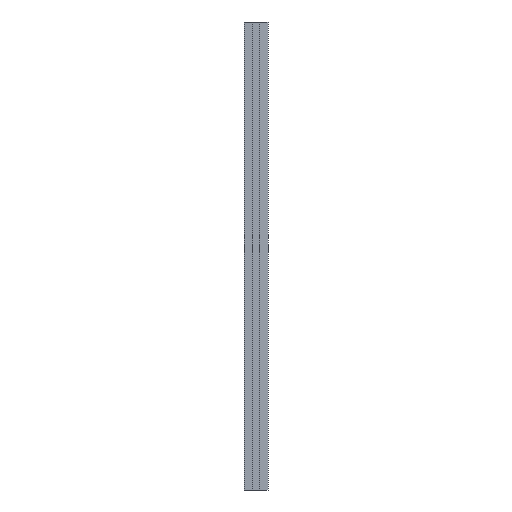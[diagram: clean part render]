
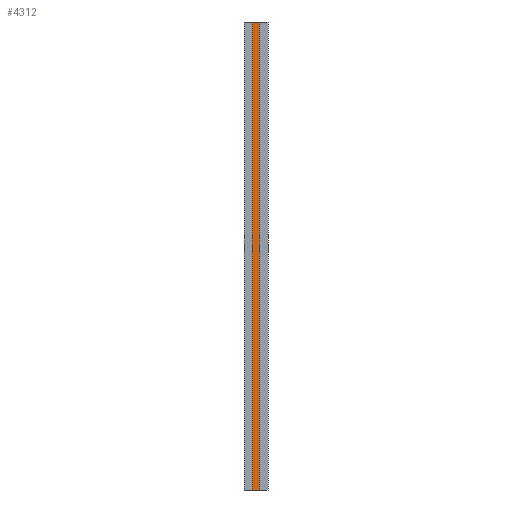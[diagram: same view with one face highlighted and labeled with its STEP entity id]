
A CAD part, front view. The second image highlights one B-rep face of the part: STEP entity #4312.
In plain terms, the highlighted planar face has unit normal (0, -1, 0).
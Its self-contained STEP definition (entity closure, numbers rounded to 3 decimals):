
#2159 = PLANE('',#2160);
#2160 = AXIS2_PLACEMENT_3D('',#2161,#2162,#2163);
#2161 = CARTESIAN_POINT('',(-10.,-3.,390.));
#2162 = DIRECTION('',(0.,0.,1.));
#2163 = DIRECTION('',(-1.,0.,0.));
#2213 = PLANE('',#2214);
#2214 = AXIS2_PLACEMENT_3D('',#2215,#2216,#2217);
#2215 = CARTESIAN_POINT('',(-10.,-3.,0.));
#2216 = DIRECTION('',(0.,0.,1.));
#2217 = DIRECTION('',(-1.,0.,0.));
#2798 = VERTEX_POINT('',#2799);
#2799 = CARTESIAN_POINT('',(3.,-4.,0.));
#2813 = PLANE('',#2814);
#2814 = AXIS2_PLACEMENT_3D('',#2815,#2816,#2817);
#2815 = CARTESIAN_POINT('',(3.,-4.,0.));
#2816 = DIRECTION('',(-0.707,-0.707,-0.));
#2817 = DIRECTION('',(-0.707,0.707,0.));
#2825 = EDGE_CURVE('',#2826,#2798,#2828,.T.);
#2826 = VERTEX_POINT('',#2827);
#2827 = CARTESIAN_POINT('',(-3.,-4.,0.));
#2828 = SURFACE_CURVE('',#2829,(#2833,#2840),.PCURVE_S1.);
#2829 = LINE('',#2830,#2831);
#2830 = CARTESIAN_POINT('',(-3.,-4.,0.));
#2831 = VECTOR('',#2832,1.);
#2832 = DIRECTION('',(1.,0.,0.));
#2833 = PCURVE('',#2213,#2834);
#2834 = DEFINITIONAL_REPRESENTATION('',(#2835),#2839);
#2835 = LINE('',#2836,#2837);
#2836 = CARTESIAN_POINT('',(-7.,1.));
#2837 = VECTOR('',#2838,1.);
#2838 = DIRECTION('',(-1.,0.));
#2839 = ( GEOMETRIC_REPRESENTATION_CONTEXT(2) 
PARAMETRIC_REPRESENTATION_CONTEXT() REPRESENTATION_CONTEXT('2D SPACE',''
  ) );
#2840 = PCURVE('',#2841,#2846);
#2841 = PLANE('',#2842);
#2842 = AXIS2_PLACEMENT_3D('',#2843,#2844,#2845);
#2843 = CARTESIAN_POINT('',(-3.,-4.,0.));
#2844 = DIRECTION('',(-0.,-1.,-0.));
#2845 = DIRECTION('',(-1.,0.,0.));
#2846 = DEFINITIONAL_REPRESENTATION('',(#2847),#2851);
#2847 = LINE('',#2848,#2849);
#2848 = CARTESIAN_POINT('',(-0.,0.));
#2849 = VECTOR('',#2850,1.);
#2850 = DIRECTION('',(-1.,0.));
#2851 = ( GEOMETRIC_REPRESENTATION_CONTEXT(2) 
PARAMETRIC_REPRESENTATION_CONTEXT() REPRESENTATION_CONTEXT('2D SPACE',''
  ) );
#2869 = PLANE('',#2870);
#2870 = AXIS2_PLACEMENT_3D('',#2871,#2872,#2873);
#2871 = CARTESIAN_POINT('',(-6.,-7.,0.));
#2872 = DIRECTION('',(0.707,-0.707,0.));
#2873 = DIRECTION('',(-0.707,-0.707,-0.));
#3315 = VERTEX_POINT('',#3316);
#3316 = CARTESIAN_POINT('',(3.,-4.,390.));
#3337 = EDGE_CURVE('',#3338,#3315,#3340,.T.);
#3338 = VERTEX_POINT('',#3339);
#3339 = CARTESIAN_POINT('',(-3.,-4.,390.));
#3340 = SURFACE_CURVE('',#3341,(#3345,#3352),.PCURVE_S1.);
#3341 = LINE('',#3342,#3343);
#3342 = CARTESIAN_POINT('',(-3.,-4.,390.));
#3343 = VECTOR('',#3344,1.);
#3344 = DIRECTION('',(1.,0.,0.));
#3345 = PCURVE('',#2159,#3346);
#3346 = DEFINITIONAL_REPRESENTATION('',(#3347),#3351);
#3347 = LINE('',#3348,#3349);
#3348 = CARTESIAN_POINT('',(-7.,1.));
#3349 = VECTOR('',#3350,1.);
#3350 = DIRECTION('',(-1.,0.));
#3351 = ( GEOMETRIC_REPRESENTATION_CONTEXT(2) 
PARAMETRIC_REPRESENTATION_CONTEXT() REPRESENTATION_CONTEXT('2D SPACE',''
  ) );
#3352 = PCURVE('',#2841,#3353);
#3353 = DEFINITIONAL_REPRESENTATION('',(#3354),#3358);
#3354 = LINE('',#3355,#3356);
#3355 = CARTESIAN_POINT('',(-0.,-390.));
#3356 = VECTOR('',#3357,1.);
#3357 = DIRECTION('',(-1.,0.));
#3358 = ( GEOMETRIC_REPRESENTATION_CONTEXT(2) 
PARAMETRIC_REPRESENTATION_CONTEXT() REPRESENTATION_CONTEXT('2D SPACE',''
  ) );
#3650 = EDGE_CURVE('',#2826,#3338,#3651,.T.);
#3651 = SURFACE_CURVE('',#3652,(#3656,#3663),.PCURVE_S1.);
#3652 = LINE('',#3653,#3654);
#3653 = CARTESIAN_POINT('',(-3.,-4.,0.));
#3654 = VECTOR('',#3655,1.);
#3655 = DIRECTION('',(0.,0.,1.));
#3656 = PCURVE('',#2869,#3657);
#3657 = DEFINITIONAL_REPRESENTATION('',(#3658),#3662);
#3658 = LINE('',#3659,#3660);
#3659 = CARTESIAN_POINT('',(-4.243,0.));
#3660 = VECTOR('',#3661,1.);
#3661 = DIRECTION('',(-0.,-1.));
#3662 = ( GEOMETRIC_REPRESENTATION_CONTEXT(2) 
PARAMETRIC_REPRESENTATION_CONTEXT() REPRESENTATION_CONTEXT('2D SPACE',''
  ) );
#3663 = PCURVE('',#2841,#3664);
#3664 = DEFINITIONAL_REPRESENTATION('',(#3665),#3669);
#3665 = LINE('',#3666,#3667);
#3666 = CARTESIAN_POINT('',(-0.,0.));
#3667 = VECTOR('',#3668,1.);
#3668 = DIRECTION('',(-0.,-1.));
#3669 = ( GEOMETRIC_REPRESENTATION_CONTEXT(2) 
PARAMETRIC_REPRESENTATION_CONTEXT() REPRESENTATION_CONTEXT('2D SPACE',''
  ) );
#4312 = ADVANCED_FACE('',(#4313),#2841,.T.);
#4313 = FACE_BOUND('',#4314,.F.);
#4314 = EDGE_LOOP('',(#4315,#4316,#4317,#4338));
#4315 = ORIENTED_EDGE('',*,*,#3650,.T.);
#4316 = ORIENTED_EDGE('',*,*,#3337,.T.);
#4317 = ORIENTED_EDGE('',*,*,#4318,.F.);
#4318 = EDGE_CURVE('',#2798,#3315,#4319,.T.);
#4319 = SURFACE_CURVE('',#4320,(#4324,#4331),.PCURVE_S1.);
#4320 = LINE('',#4321,#4322);
#4321 = CARTESIAN_POINT('',(3.,-4.,0.));
#4322 = VECTOR('',#4323,1.);
#4323 = DIRECTION('',(0.,0.,1.));
#4324 = PCURVE('',#2841,#4325);
#4325 = DEFINITIONAL_REPRESENTATION('',(#4326),#4330);
#4326 = LINE('',#4327,#4328);
#4327 = CARTESIAN_POINT('',(-6.,0.));
#4328 = VECTOR('',#4329,1.);
#4329 = DIRECTION('',(-0.,-1.));
#4330 = ( GEOMETRIC_REPRESENTATION_CONTEXT(2) 
PARAMETRIC_REPRESENTATION_CONTEXT() REPRESENTATION_CONTEXT('2D SPACE',''
  ) );
#4331 = PCURVE('',#2813,#4332);
#4332 = DEFINITIONAL_REPRESENTATION('',(#4333),#4337);
#4333 = LINE('',#4334,#4335);
#4334 = CARTESIAN_POINT('',(-0.,0.));
#4335 = VECTOR('',#4336,1.);
#4336 = DIRECTION('',(-0.,-1.));
#4337 = ( GEOMETRIC_REPRESENTATION_CONTEXT(2) 
PARAMETRIC_REPRESENTATION_CONTEXT() REPRESENTATION_CONTEXT('2D SPACE',''
  ) );
#4338 = ORIENTED_EDGE('',*,*,#2825,.F.);
